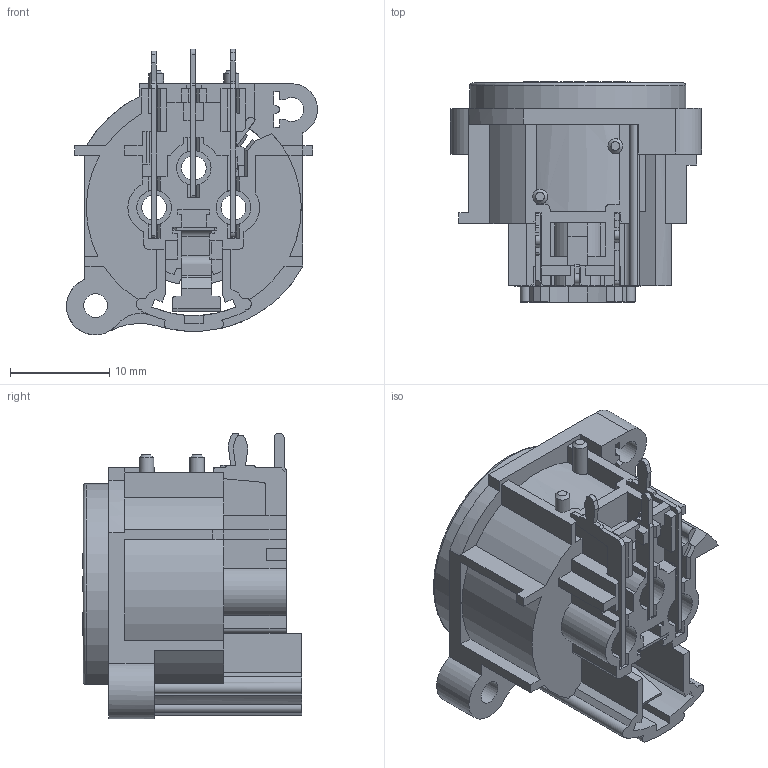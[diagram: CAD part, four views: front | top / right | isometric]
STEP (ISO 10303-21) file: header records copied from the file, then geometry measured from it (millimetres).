
FILE_DESCRIPTION((''),'2;1');
FILE_NAME('AC3FAHL-AU-PRE.stp','2016-05-18T11:17:51',('minh'),(''),'Autodesk Inventor 2012','Autodesk Inventor 2012','');
FILE_SCHEMA(('AUTOMOTIVE_DESIGN { 1 0 10303 214 1 1 1 1 }'));
Length unit declared in the file: inch
Products named in the file (1): AC3FAHL-AU-PRE_Shrinkwrap_1
Bounding box: 25.35 x 22.2 x 28.85 mm (x, y, z)
Surface area: 6579.9 mm2 (no closed solid volume)
Topology: 0 solids, 18 shells, 400 faces, 1812 edges, 1387 vertices
Faces by surface type: plane 299, cylinder 80, bspline 8, cone 7, torus 6
Full cylindrical faces by diameter (mm): 1.5 x2, 2.4 x1, 2.5 x3
Entity records: 19271 total; most frequent: CARTESIAN_POINT 4427, ORIENTED_EDGE 2815, DIRECTION 2752, EDGE_CURVE 1799, VECTOR 1396, LINE 1396, VERTEX_POINT 1386, AXIS2_PLACEMENT_3D 678
